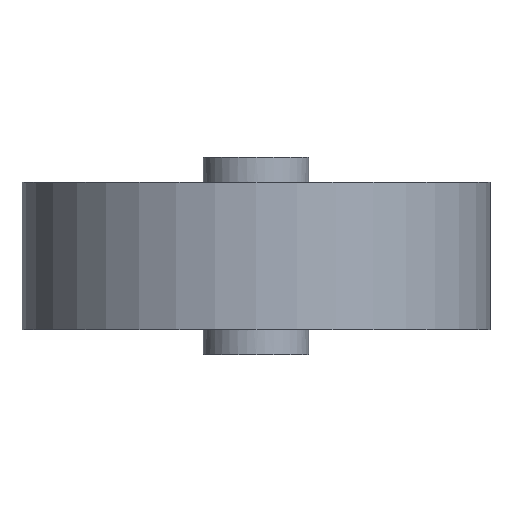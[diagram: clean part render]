
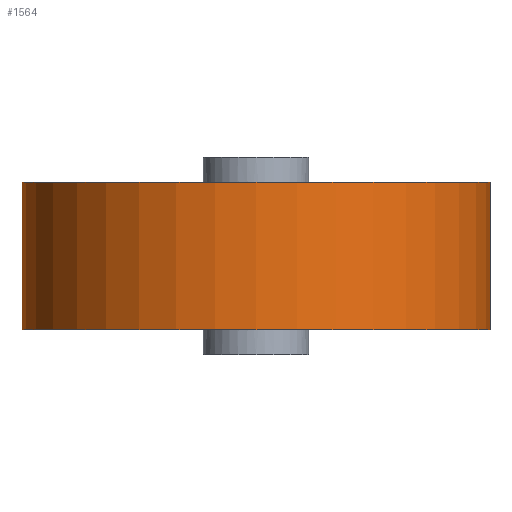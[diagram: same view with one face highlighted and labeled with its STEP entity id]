
A CAD part, front view. The second image highlights one B-rep face of the part: STEP entity #1564.
In plain terms, the highlighted cylindrical face has radius 52.25 mm (diameter 104.5 mm), a partial arc.
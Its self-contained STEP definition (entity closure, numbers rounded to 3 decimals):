
#84 = CARTESIAN_POINT ( 'NONE',  ( -52.25, 0., -12.8 ) ) ;
#107 = DIRECTION ( 'NONE',  ( 1., 0., 0. ) ) ;
#121 = EDGE_CURVE ( 'NONE', #1514, #2403, #1841, .T. ) ;
#155 = VERTEX_POINT ( 'NONE', #2281 ) ;
#234 = CIRCLE ( 'NONE', #1262, 52.25 ) ;
#440 = DIRECTION ( 'NONE',  ( 1., 0., 0. ) ) ;
#477 = EDGE_CURVE ( 'NONE', #1514, #2705, #2487, .T. ) ;
#525 = CARTESIAN_POINT ( 'NONE',  ( 52.25, 0., -16.5 ) ) ;
#738 = DIRECTION ( 'NONE',  ( 1., 0., 0. ) ) ;
#754 = EDGE_CURVE ( 'NONE', #2705, #155, #234, .T. ) ;
#785 = FACE_OUTER_BOUND ( 'NONE', #840, .T. ) ;
#840 = EDGE_LOOP ( 'NONE', ( #2533, #2364, #3203, #2013 ) ) ;
#895 = CARTESIAN_POINT ( 'NONE',  ( 52.25, 0., -12.8 ) ) ;
#929 = VECTOR ( 'NONE', #2988, 1000. ) ;
#1226 = VECTOR ( 'NONE', #1882, 1000. ) ;
#1262 = AXIS2_PLACEMENT_3D ( 'NONE', #3683, #1915, #107 ) ;
#1425 = EDGE_CURVE ( 'NONE', #2403, #155, #1744, .T. ) ;
#1514 = VERTEX_POINT ( 'NONE', #2727 ) ;
#1564 = ADVANCED_FACE ( 'NONE', ( #785 ), #3255, .T. ) ;
#1744 = LINE ( 'NONE', #895, #929 ) ;
#1841 = CIRCLE ( 'NONE', #3677, 52.25 ) ;
#1882 = DIRECTION ( 'NONE',  ( 0., 0., 1. ) ) ;
#1915 = DIRECTION ( 'NONE',  ( 0., 0., 1. ) ) ;
#2013 = ORIENTED_EDGE ( 'NONE', *, *, #754, .F. ) ;
#2253 = DIRECTION ( 'NONE',  ( 0., 0., 1. ) ) ;
#2281 = CARTESIAN_POINT ( 'NONE',  ( 52.25, 0., 16.5 ) ) ;
#2364 = ORIENTED_EDGE ( 'NONE', *, *, #121, .T. ) ;
#2403 = VERTEX_POINT ( 'NONE', #525 ) ;
#2471 = DIRECTION ( 'NONE',  ( 0., 0., 1. ) ) ;
#2487 = LINE ( 'NONE', #84, #1226 ) ;
#2493 = CARTESIAN_POINT ( 'NONE',  ( 0., 0., -16.5 ) ) ;
#2533 = ORIENTED_EDGE ( 'NONE', *, *, #477, .F. ) ;
#2591 = CARTESIAN_POINT ( 'NONE',  ( -52.25, 0., 16.5 ) ) ;
#2705 = VERTEX_POINT ( 'NONE', #2591 ) ;
#2727 = CARTESIAN_POINT ( 'NONE',  ( -52.25, 0., -16.5 ) ) ;
#2988 = DIRECTION ( 'NONE',  ( 0., 0., 1. ) ) ;
#3203 = ORIENTED_EDGE ( 'NONE', *, *, #1425, .T. ) ;
#3255 = CYLINDRICAL_SURFACE ( 'NONE', #3857, 52.25 ) ;
#3334 = CARTESIAN_POINT ( 'NONE',  ( 0., 0., -12.8 ) ) ;
#3677 = AXIS2_PLACEMENT_3D ( 'NONE', #2493, #2253, #440 ) ;
#3683 = CARTESIAN_POINT ( 'NONE',  ( 0., 0., 16.5 ) ) ;
#3857 = AXIS2_PLACEMENT_3D ( 'NONE', #3334, #2471, #738 ) ;
